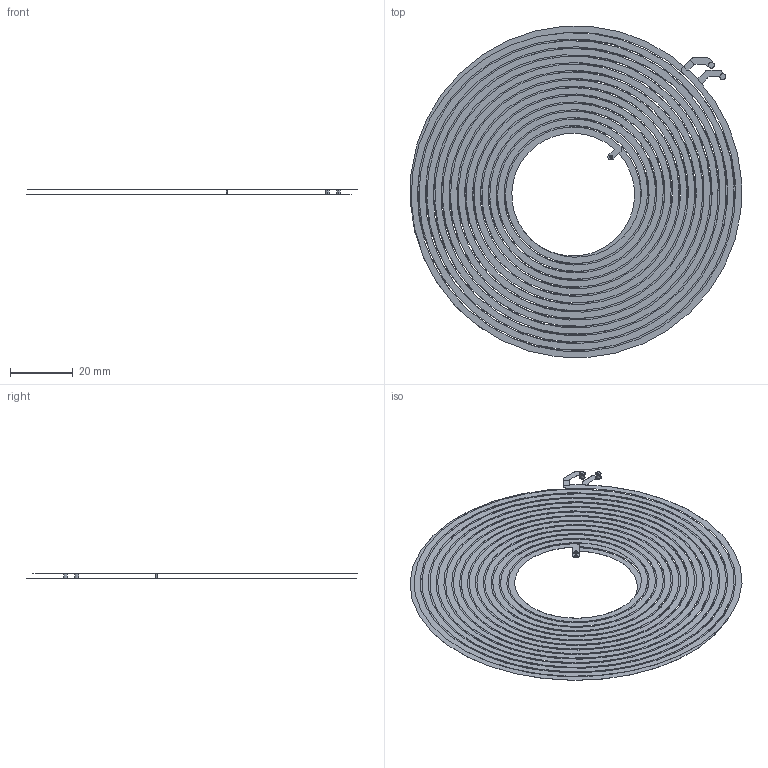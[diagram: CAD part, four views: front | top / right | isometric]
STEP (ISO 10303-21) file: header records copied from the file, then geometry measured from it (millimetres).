
FILE_DESCRIPTION (( 'STEP AP214' ), '1' );
FILE_NAME ('Base Coil.step', '2025-06-18T04:52:28', ( '' ), ( '' ), 'SwSTEP 2.0', 'SolidWorks 2024', '' );
FILE_SCHEMA (( 'AUTOMOTIVE_DESIGN' ));
Length unit declared in the file: millimetre
Products named in the file (1): Base Coil
Bounding box: 105.29 x 105.24 x 1.59 mm (x, y, z)
Volume: 417.5 mm3; surface area: 24130.8 mm2
Topology: 1 solids, 1 shells, 420 faces, 1221 edges, 814 vertices
Faces by surface type: plane 215, cylinder 205
Entity records: 14004 total; most frequent: DIRECTION 2469, CARTESIAN_POINT 2465, ORIENTED_EDGE 2442, EDGE_CURVE 1221, AXIS2_PLACEMENT_3D 830, VERTEX_POINT 814, VECTOR 809, LINE 809
